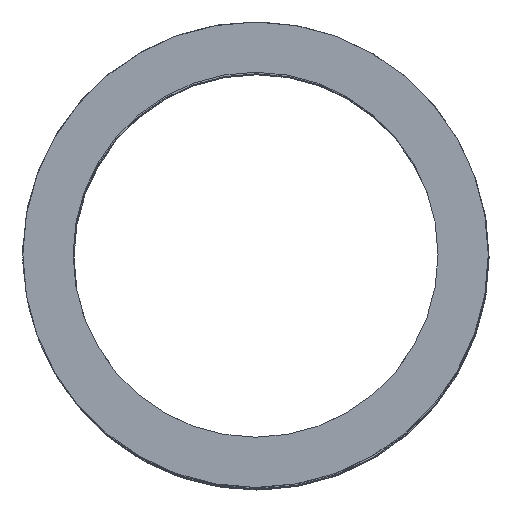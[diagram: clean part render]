
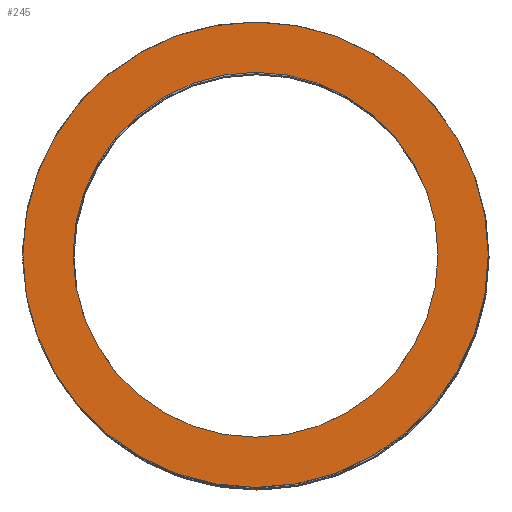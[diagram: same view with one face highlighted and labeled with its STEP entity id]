
A CAD part, top view. The second image highlights one B-rep face of the part: STEP entity #245.
In plain terms, the highlighted planar face has unit normal (0, -0.003, 1).
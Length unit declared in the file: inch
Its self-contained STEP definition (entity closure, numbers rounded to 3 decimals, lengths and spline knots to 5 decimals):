
#245=ADVANCED_FACE('',(#495,#496),#497,.T.);
#495=FACE_BOUND('',#759,.T.);
#496=FACE_OUTER_BOUND('',#760,.T.);
#497=PLANE('',#761);
#759=EDGE_LOOP('',(#1348,#1349));
#760=EDGE_LOOP('',(#1350,#1351));
#761=AXIS2_PLACEMENT_3D('',#1352,#1353,#1354);
#1348=ORIENTED_EDGE('',*,*,#1738,.F.);
#1349=ORIENTED_EDGE('',*,*,#1714,.F.);
#1350=ORIENTED_EDGE('',*,*,#1731,.T.);
#1351=ORIENTED_EDGE('',*,*,#1599,.T.);
#1352=CARTESIAN_POINT('',(-4.7645,0.30666,0.58786));
#1353=DIRECTION('',(0.0,-0.003,1.));
#1354=DIRECTION('',(-1.0,0.0,0.0));
#1599=EDGE_CURVE('',#1927,#1925,#1928,.T.);
#1714=EDGE_CURVE('',#2097,#2093,#2099,.T.);
#1731=EDGE_CURVE('',#1925,#1927,#2123,.T.);
#1738=EDGE_CURVE('',#2093,#2097,#2130,.T.);
#1925=VERTEX_POINT('',#2389);
#1927=VERTEX_POINT('',#2392);
#1928=CIRCLE('',#2393,2.52134);
#2093=VERTEX_POINT('',#2765);
#2097=VERTEX_POINT('',#2770);
#2099=CIRCLE('',#2773,1.97706);
#2123=CIRCLE('',#2822,2.52134);
#2130=CIRCLE('',#2830,1.97706);
#2389=CARTESIAN_POINT('',(-5.03664,0.30666,0.58786));
#2392=CARTESIAN_POINT('',(0.00604,0.30666,0.58786));
#2393=AXIS2_PLACEMENT_3D('',#3031,#3032,#3033);
#2765=CARTESIAN_POINT('',(-4.49236,0.30666,0.58786));
#2770=CARTESIAN_POINT('',(-0.53823,0.30666,0.58786));
#2773=AXIS2_PLACEMENT_3D('',#3174,#3175,#3176);
#2822=AXIS2_PLACEMENT_3D('',#3197,#3198,#3199);
#2830=AXIS2_PLACEMENT_3D('',#3207,#3208,#3209);
#3031=CARTESIAN_POINT('',(-2.5153,0.30666,0.58786));
#3032=DIRECTION('',(0.0,-0.003,1.));
#3033=DIRECTION('',(-1.0,0.0,0.0));
#3174=CARTESIAN_POINT('',(-2.5153,0.30666,0.58786));
#3175=DIRECTION('',(0.0,-0.003,1.));
#3176=DIRECTION('',(-1.0,0.0,0.0));
#3197=CARTESIAN_POINT('',(-2.5153,0.30666,0.58786));
#3198=DIRECTION('',(0.0,-0.003,1.));
#3199=DIRECTION('',(-1.0,0.0,0.0));
#3207=CARTESIAN_POINT('',(-2.5153,0.30666,0.58786));
#3208=DIRECTION('',(0.0,-0.003,1.));
#3209=DIRECTION('',(-1.0,0.0,0.0));
